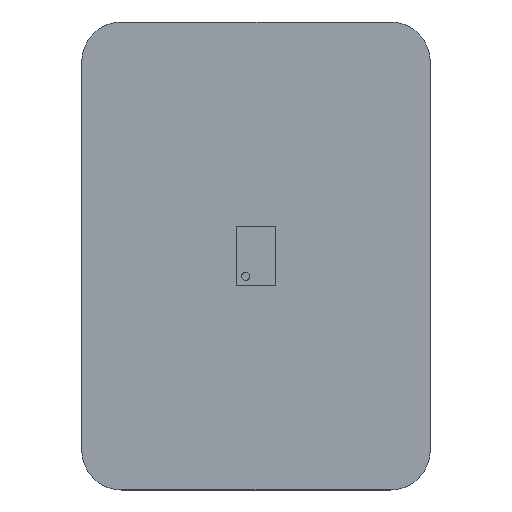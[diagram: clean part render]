
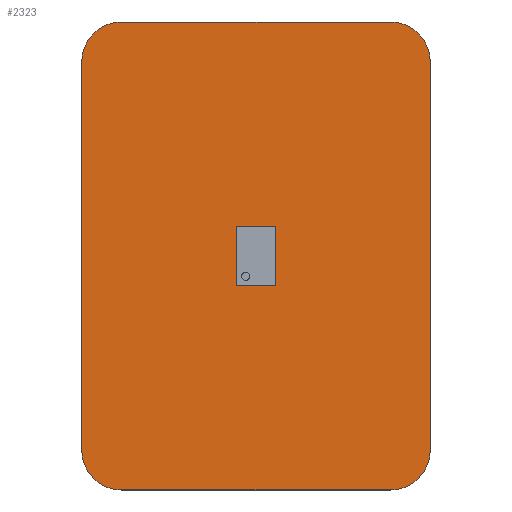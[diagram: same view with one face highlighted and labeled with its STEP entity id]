
A CAD part, top view. The second image highlights one B-rep face of the part: STEP entity #2323.
In plain terms, the highlighted planar face has unit normal (0, 0, 1).
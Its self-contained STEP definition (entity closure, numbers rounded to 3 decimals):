
#2058 = VERTEX_POINT('',#2059);
#2059 = CARTESIAN_POINT('',(6.75,11.75,1.09));
#2065 = EDGE_CURVE('',#2058,#2066,#2068,.T.);
#2066 = VERTEX_POINT('',#2067);
#2067 = CARTESIAN_POINT('',(8.75,9.75,1.09));
#2068 = CIRCLE('',#2069,2.);
#2069 = AXIS2_PLACEMENT_3D('',#2070,#2071,#2072);
#2070 = CARTESIAN_POINT('',(6.75,9.75,1.09));
#2071 = DIRECTION('',(0.,0.,-1.));
#2072 = DIRECTION('',(0.,1.,0.));
#2098 = EDGE_CURVE('',#2066,#2099,#2101,.T.);
#2099 = VERTEX_POINT('',#2100);
#2100 = CARTESIAN_POINT('',(8.75,-9.75,1.09));
#2101 = LINE('',#2102,#2103);
#2102 = CARTESIAN_POINT('',(8.75,9.75,1.09));
#2103 = VECTOR('',#2104,1.);
#2104 = DIRECTION('',(0.,-1.,0.));
#2129 = EDGE_CURVE('',#2099,#2130,#2132,.T.);
#2130 = VERTEX_POINT('',#2131);
#2131 = CARTESIAN_POINT('',(6.75,-11.75,1.09));
#2132 = CIRCLE('',#2133,2.);
#2133 = AXIS2_PLACEMENT_3D('',#2134,#2135,#2136);
#2134 = CARTESIAN_POINT('',(6.75,-9.75,1.09));
#2135 = DIRECTION('',(0.,0.,-1.));
#2136 = DIRECTION('',(1.,0.,0.));
#2162 = EDGE_CURVE('',#2130,#2163,#2165,.T.);
#2163 = VERTEX_POINT('',#2164);
#2164 = CARTESIAN_POINT('',(-6.75,-11.75,1.09));
#2165 = LINE('',#2166,#2167);
#2166 = CARTESIAN_POINT('',(6.75,-11.75,1.09));
#2167 = VECTOR('',#2168,1.);
#2168 = DIRECTION('',(-1.,0.,0.));
#2193 = EDGE_CURVE('',#2163,#2194,#2196,.T.);
#2194 = VERTEX_POINT('',#2195);
#2195 = CARTESIAN_POINT('',(-8.75,-9.75,1.09));
#2196 = CIRCLE('',#2197,2.);
#2197 = AXIS2_PLACEMENT_3D('',#2198,#2199,#2200);
#2198 = CARTESIAN_POINT('',(-6.75,-9.75,1.09));
#2199 = DIRECTION('',(0.,0.,-1.));
#2200 = DIRECTION('',(0.,-1.,0.));
#2226 = EDGE_CURVE('',#2194,#2227,#2229,.T.);
#2227 = VERTEX_POINT('',#2228);
#2228 = CARTESIAN_POINT('',(-8.75,9.75,1.09));
#2229 = LINE('',#2230,#2231);
#2230 = CARTESIAN_POINT('',(-8.75,-9.75,1.09));
#2231 = VECTOR('',#2232,1.);
#2232 = DIRECTION('',(0.,1.,0.));
#2257 = EDGE_CURVE('',#2227,#2258,#2260,.T.);
#2258 = VERTEX_POINT('',#2259);
#2259 = CARTESIAN_POINT('',(-6.75,11.75,1.09));
#2260 = CIRCLE('',#2261,2.);
#2261 = AXIS2_PLACEMENT_3D('',#2262,#2263,#2264);
#2262 = CARTESIAN_POINT('',(-6.75,9.75,1.09));
#2263 = DIRECTION('',(0.,0.,-1.));
#2264 = DIRECTION('',(-1.,0.,-0.));
#2290 = EDGE_CURVE('',#2258,#2058,#2291,.T.);
#2291 = LINE('',#2292,#2293);
#2292 = CARTESIAN_POINT('',(-6.75,11.75,1.09));
#2293 = VECTOR('',#2294,1.);
#2294 = DIRECTION('',(1.,0.,0.));
#2323 = ADVANCED_FACE('',(#2324),#2334,.F.);
#2324 = FACE_BOUND('',#2325,.F.);
#2325 = EDGE_LOOP('',(#2326,#2327,#2328,#2329,#2330,#2331,#2332,#2333));
#2326 = ORIENTED_EDGE('',*,*,#2065,.T.);
#2327 = ORIENTED_EDGE('',*,*,#2098,.T.);
#2328 = ORIENTED_EDGE('',*,*,#2129,.T.);
#2329 = ORIENTED_EDGE('',*,*,#2162,.T.);
#2330 = ORIENTED_EDGE('',*,*,#2193,.T.);
#2331 = ORIENTED_EDGE('',*,*,#2226,.T.);
#2332 = ORIENTED_EDGE('',*,*,#2257,.T.);
#2333 = ORIENTED_EDGE('',*,*,#2290,.T.);
#2334 = PLANE('',#2335);
#2335 = AXIS2_PLACEMENT_3D('',#2336,#2337,#2338);
#2336 = CARTESIAN_POINT('',(0.,0.,1.09)
  );
#2337 = DIRECTION('',(-0.,-0.,-1.));
#2338 = DIRECTION('',(-1.,0.,0.));
